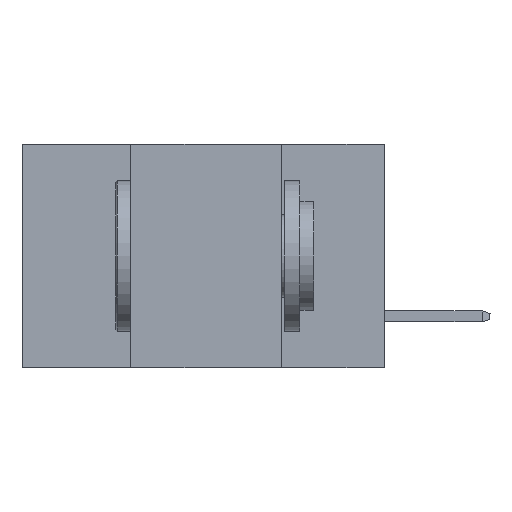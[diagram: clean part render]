
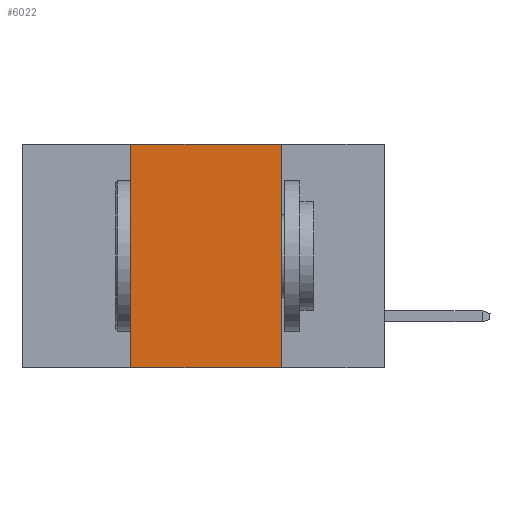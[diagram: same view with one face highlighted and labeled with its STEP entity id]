
A CAD part, left-side view. The second image highlights one B-rep face of the part: STEP entity #6022.
In plain terms, the highlighted planar face has unit normal (-1, 0, 0).
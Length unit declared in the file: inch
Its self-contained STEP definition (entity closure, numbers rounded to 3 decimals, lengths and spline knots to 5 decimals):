
#17 = AXIS2_PLACEMENT_3D ( 'NONE', #7821, #3318, #4157 ) ;
#300 = PLANE ( 'NONE',  #17 ) ;
#356 = ORIENTED_EDGE ( 'NONE', *, *, #5851, .F. ) ;
#362 = VECTOR ( 'NONE', #3869, 39.37008 ) ;
#441 = CARTESIAN_POINT ( 'NONE',  ( 0., 0.6, 0. ) ) ;
#923 = CARTESIAN_POINT ( 'NONE',  ( 0., 0.17, -0.37 ) ) ;
#972 = DIRECTION ( 'NONE',  ( 0., 0., -1. ) ) ;
#1071 = ORIENTED_EDGE ( 'NONE', *, *, #4766, .F. ) ;
#2591 = CARTESIAN_POINT ( 'NONE',  ( 0., 0.17, 0. ) ) ;
#2914 = VERTEX_POINT ( 'NONE', #4846 ) ;
#2968 = VECTOR ( 'NONE', #972, 39.37008 ) ;
#3318 = DIRECTION ( 'NONE',  ( 1., 0., 0. ) ) ;
#3455 = EDGE_CURVE ( 'NONE', #6018, #6249, #9155, .T. ) ;
#3824 = LINE ( 'NONE', #5403, #362 ) ;
#3869 = DIRECTION ( 'NONE',  ( 0., -1., 0. ) ) ;
#4157 = DIRECTION ( 'NONE',  ( 0., 0., -1. ) ) ;
#4592 = CARTESIAN_POINT ( 'NONE',  ( 0., 0.17, -0.37 ) ) ;
#4766 = EDGE_CURVE ( 'NONE', #8222, #6018, #7920, .T. ) ;
#4846 = CARTESIAN_POINT ( 'NONE',  ( 0., 0.42, -0.37 ) ) ;
#5396 = LINE ( 'NONE', #6941, #6144 ) ;
#5403 = CARTESIAN_POINT ( 'NONE',  ( 0., 0.6, -0.37 ) ) ;
#5851 = EDGE_CURVE ( 'NONE', #2914, #8222, #5396, .T. ) ;
#6018 = VERTEX_POINT ( 'NONE', #2591 ) ;
#6022 = ADVANCED_FACE ( 'NONE', ( #6361 ), #300, .F. ) ;
#6144 = VECTOR ( 'NONE', #7632, 39.37008 ) ;
#6249 = VERTEX_POINT ( 'NONE', #4592 ) ;
#6361 = FACE_OUTER_BOUND ( 'NONE', #7696, .T. ) ;
#6941 = CARTESIAN_POINT ( 'NONE',  ( 0., 0.42, -0.37 ) ) ;
#7024 = ORIENTED_EDGE ( 'NONE', *, *, #3455, .F. ) ;
#7347 = CARTESIAN_POINT ( 'NONE',  ( 0., 0.42, 0. ) ) ;
#7632 = DIRECTION ( 'NONE',  ( 0., 0., 1. ) ) ;
#7696 = EDGE_LOOP ( 'NONE', ( #7024, #1071, #356, #7741 ) ) ;
#7741 = ORIENTED_EDGE ( 'NONE', *, *, #9666, .T. ) ;
#7821 = CARTESIAN_POINT ( 'NONE',  ( 0., 0.6, 0. ) ) ;
#7920 = LINE ( 'NONE', #441, #8307 ) ;
#8222 = VERTEX_POINT ( 'NONE', #7347 ) ;
#8307 = VECTOR ( 'NONE', #8888, 39.37008 ) ;
#8888 = DIRECTION ( 'NONE',  ( 0., -1., 0. ) ) ;
#9155 = LINE ( 'NONE', #923, #2968 ) ;
#9666 = EDGE_CURVE ( 'NONE', #2914, #6249, #3824, .T. ) ;
